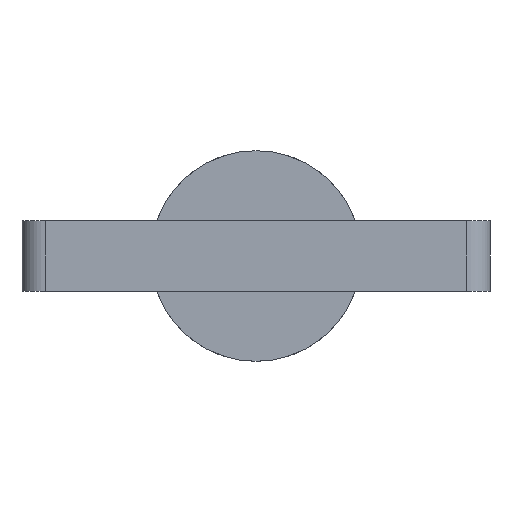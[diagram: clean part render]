
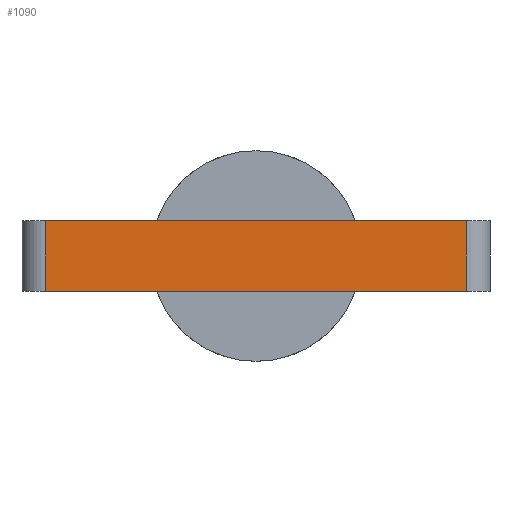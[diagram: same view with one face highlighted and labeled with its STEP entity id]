
A CAD part, front view. The second image highlights one B-rep face of the part: STEP entity #1090.
In plain terms, the highlighted planar face has unit normal (0, -1, 0).
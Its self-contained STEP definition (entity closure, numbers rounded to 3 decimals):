
#25 = DIRECTION ( 'NONE',  ( 0., 0., 1. ) ) ;
#31 = CARTESIAN_POINT ( 'NONE',  ( -18., -15., 3. ) ) ;
#48 = CARTESIAN_POINT ( 'NONE',  ( -18., -15., 3. ) ) ;
#90 = DIRECTION ( 'NONE',  ( -1., 0., 0. ) ) ;
#93 = DIRECTION ( 'NONE',  ( 0., 1., 0. ) ) ;
#96 = PLANE ( 'NONE',  #748 ) ;
#107 = CARTESIAN_POINT ( 'NONE',  ( 18., -15., 3. ) ) ;
#127 = ORIENTED_EDGE ( 'NONE', *, *, #1258, .F. ) ;
#141 = LINE ( 'NONE', #272, #328 ) ;
#231 = CARTESIAN_POINT ( 'NONE',  ( 18., -15., 3. ) ) ;
#252 = CARTESIAN_POINT ( 'NONE',  ( -18., -15., -3. ) ) ;
#271 = DIRECTION ( 'NONE',  ( 1., 0., 0. ) ) ;
#272 = CARTESIAN_POINT ( 'NONE',  ( 18., -15., 3. ) ) ;
#328 = VECTOR ( 'NONE', #271, 1000. ) ;
#439 = VERTEX_POINT ( 'NONE', #1006 ) ;
#444 = ORIENTED_EDGE ( 'NONE', *, *, #480, .F. ) ;
#480 = EDGE_CURVE ( 'NONE', #439, #767, #656, .T. ) ;
#514 = FACE_OUTER_BOUND ( 'NONE', #1072, .T. ) ;
#554 = ORIENTED_EDGE ( 'NONE', *, *, #952, .F. ) ;
#584 = LINE ( 'NONE', #31, #642 ) ;
#642 = VECTOR ( 'NONE', #25, 1000. ) ;
#656 = LINE ( 'NONE', #874, #925 ) ;
#748 = AXIS2_PLACEMENT_3D ( 'NONE', #107, #93, #90 ) ;
#759 = LINE ( 'NONE', #231, #819 ) ;
#763 = CARTESIAN_POINT ( 'NONE',  ( 18., -15., 3. ) ) ;
#767 = VERTEX_POINT ( 'NONE', #252 ) ;
#819 = VECTOR ( 'NONE', #1039, 1000. ) ;
#874 = CARTESIAN_POINT ( 'NONE',  ( 18., -15., -3. ) ) ;
#910 = DIRECTION ( 'NONE',  ( -1., 0., 0. ) ) ;
#925 = VECTOR ( 'NONE', #910, 1000. ) ;
#952 = EDGE_CURVE ( 'NONE', #1110, #1241, #141, .T. ) ;
#1006 = CARTESIAN_POINT ( 'NONE',  ( 18., -15., -3. ) ) ;
#1039 = DIRECTION ( 'NONE',  ( 0., 0., -1. ) ) ;
#1072 = EDGE_LOOP ( 'NONE', ( #127, #554, #1142, #444 ) ) ;
#1090 = ADVANCED_FACE ( 'NONE', ( #514 ), #96, .F. ) ;
#1110 = VERTEX_POINT ( 'NONE', #48 ) ;
#1142 = ORIENTED_EDGE ( 'NONE', *, *, #1174, .F. ) ;
#1174 = EDGE_CURVE ( 'NONE', #767, #1110, #584, .T. ) ;
#1241 = VERTEX_POINT ( 'NONE', #763 ) ;
#1258 = EDGE_CURVE ( 'NONE', #1241, #439, #759, .T. ) ;
